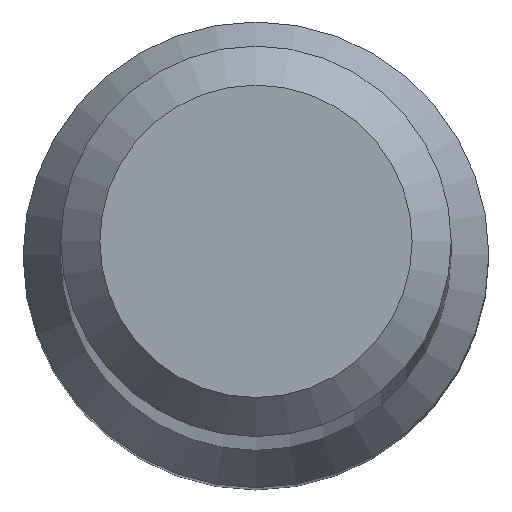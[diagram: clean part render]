
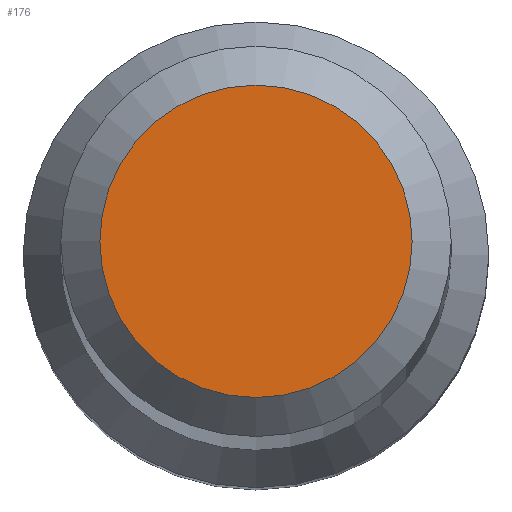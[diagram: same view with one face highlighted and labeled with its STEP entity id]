
A CAD part, top view. The second image highlights one B-rep face of the part: STEP entity #176.
In plain terms, the highlighted planar face has unit normal (0, 0, 1).
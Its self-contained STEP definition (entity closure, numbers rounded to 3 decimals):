
#43 = CARTESIAN_POINT ( 'NONE',  ( 0., 0., 70. ) ) ;
#47 = CIRCLE ( 'NONE', #81, 1.2 ) ;
#81 = AXIS2_PLACEMENT_3D ( 'NONE', #43, #225, #165 ) ;
#91 = AXIS2_PLACEMENT_3D ( 'NONE', #200, #99, #173 ) ;
#92 = CARTESIAN_POINT ( 'NONE',  ( 0., 1.2, 70. ) ) ;
#99 = DIRECTION ( 'NONE',  ( 0., 0., 1. ) ) ;
#120 = EDGE_LOOP ( 'NONE', ( #168 ) ) ;
#143 = VERTEX_POINT ( 'NONE', #92 ) ;
#155 = PLANE ( 'NONE',  #91 ) ;
#165 = DIRECTION ( 'NONE',  ( 0., 1., 0. ) ) ;
#168 = ORIENTED_EDGE ( 'NONE', *, *, #207, .F. ) ;
#173 = DIRECTION ( 'NONE',  ( 0., -1., 0. ) ) ;
#176 = ADVANCED_FACE ( 'NONE', ( #198 ), #155, .T. ) ;
#198 = FACE_OUTER_BOUND ( 'NONE', #120, .T. ) ;
#200 = CARTESIAN_POINT ( 'NONE',  ( 0., 0., 70. ) ) ;
#207 = EDGE_CURVE ( 'NONE', #143, #143, #47, .T. ) ;
#225 = DIRECTION ( 'NONE',  ( 0., 0., -1. ) ) ;
